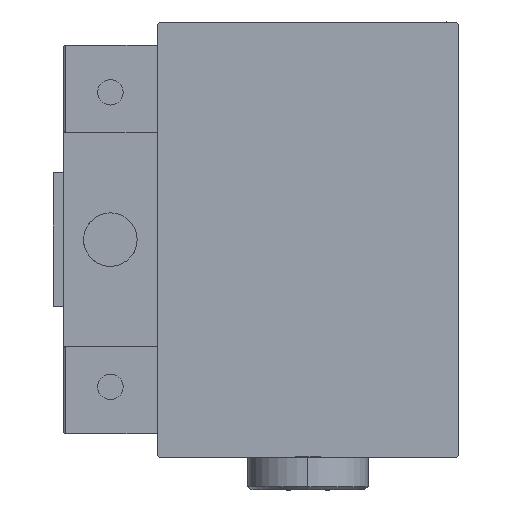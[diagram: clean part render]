
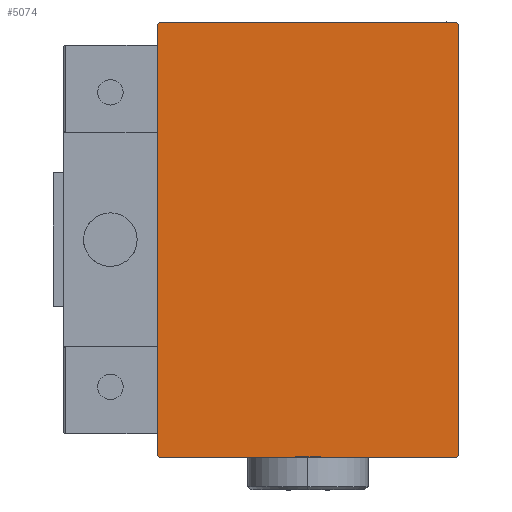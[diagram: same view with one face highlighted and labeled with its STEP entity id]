
A CAD part, left-side view. The second image highlights one B-rep face of the part: STEP entity #5074.
In plain terms, the highlighted face is planar.
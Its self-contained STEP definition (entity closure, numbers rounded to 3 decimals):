
#1566 = LINE ( 'NONE', #13786, #21345 ) ;
#1801 = ORIENTED_EDGE ( 'NONE', *, *, #35040, .T. ) ;
#2427 = DIRECTION ( 'NONE',  ( 0., -0.707, -0.707 ) ) ;
#2465 = VERTEX_POINT ( 'NONE', #14460 ) ;
#2513 = VECTOR ( 'NONE', #7102, 1000. ) ;
#3385 = DIRECTION ( 'NONE',  ( 0., 0., -1. ) ) ;
#5074 = ADVANCED_FACE ( 'NONE', ( #10932 ), #50977, .T. ) ;
#5800 = LINE ( 'NONE', #12838, #11215 ) ;
#5912 = EDGE_CURVE ( 'NONE', #43748, #22087, #6337, .T. ) ;
#6337 = LINE ( 'NONE', #22209, #46684 ) ;
#7102 = DIRECTION ( 'NONE',  ( 0., 0., -1. ) ) ;
#7267 = DIRECTION ( 'NONE',  ( 0., 0.707, -0.707 ) ) ;
#7883 = LINE ( 'NONE', #35183, #2513 ) ;
#8418 = CARTESIAN_POINT ( 'NONE',  ( 100., 22.5, -32.5 ) ) ;
#10932 = FACE_OUTER_BOUND ( 'NONE', #20023, .T. ) ;
#11215 = VECTOR ( 'NONE', #36747, 1000. ) ;
#12342 = LINE ( 'NONE', #8418, #29515 ) ;
#12445 = ORIENTED_EDGE ( 'NONE', *, *, #24284, .T. ) ;
#12658 = ORIENTED_EDGE ( 'NONE', *, *, #46282, .T. ) ;
#12838 = CARTESIAN_POINT ( 'NONE',  ( 100., -22.5, -32.5 ) ) ;
#13786 = CARTESIAN_POINT ( 'NONE',  ( 100., 27.35, 27.35 ) ) ;
#13952 = EDGE_CURVE ( 'NONE', #19726, #43748, #33612, .T. ) ;
#14253 = AXIS2_PLACEMENT_3D ( 'NONE', #50192, #22627, #3385 ) ;
#14460 = CARTESIAN_POINT ( 'NONE',  ( 100., 22.5, 32.2 ) ) ;
#16775 = CARTESIAN_POINT ( 'NONE',  ( 100., -22.2, -32.5 ) ) ;
#16908 = CARTESIAN_POINT ( 'NONE',  ( 100., 22.5, -32.2 ) ) ;
#19307 = EDGE_CURVE ( 'NONE', #2465, #19726, #1566, .T. ) ;
#19726 = VERTEX_POINT ( 'NONE', #29454 ) ;
#19857 = ORIENTED_EDGE ( 'NONE', *, *, #19307, .T. ) ;
#20023 = EDGE_LOOP ( 'NONE', ( #25572, #25553, #1801, #19857, #34662, #45909, #12658, #12445 ) ) ;
#20257 = CARTESIAN_POINT ( 'NONE',  ( 100., -27.35, -27.35 ) ) ;
#20658 = DIRECTION ( 'NONE',  ( 0., 0., 1. ) ) ;
#20897 = DIRECTION ( 'NONE',  ( 0., -1., 0. ) ) ;
#21345 = VECTOR ( 'NONE', #49909, 1000. ) ;
#22087 = VERTEX_POINT ( 'NONE', #43617 ) ;
#22209 = CARTESIAN_POINT ( 'NONE',  ( 100., -27.35, 27.35 ) ) ;
#22368 = VERTEX_POINT ( 'NONE', #16775 ) ;
#22627 = DIRECTION ( 'NONE',  ( 1., 0., 0. ) ) ;
#24284 = EDGE_CURVE ( 'NONE', #28625, #22368, #32217, .T. ) ;
#25314 = VECTOR ( 'NONE', #26293, 1000. ) ;
#25553 = ORIENTED_EDGE ( 'NONE', *, *, #31040, .T. ) ;
#25559 = CARTESIAN_POINT ( 'NONE',  ( 100., 22.5, 32.5 ) ) ;
#25572 = ORIENTED_EDGE ( 'NONE', *, *, #35165, .T. ) ;
#26293 = DIRECTION ( 'NONE',  ( 0., 0.707, 0.707 ) ) ;
#28625 = VERTEX_POINT ( 'NONE', #36769 ) ;
#29454 = CARTESIAN_POINT ( 'NONE',  ( 100., 22.2, 32.5 ) ) ;
#29515 = VECTOR ( 'NONE', #20658, 1000. ) ;
#31040 = EDGE_CURVE ( 'NONE', #49520, #36888, #33588, .T. ) ;
#32217 = LINE ( 'NONE', #20257, #46654 ) ;
#33588 = LINE ( 'NONE', #49447, #25314 ) ;
#33612 = LINE ( 'NONE', #25559, #40181 ) ;
#34662 = ORIENTED_EDGE ( 'NONE', *, *, #13952, .T. ) ;
#35040 = EDGE_CURVE ( 'NONE', #36888, #2465, #12342, .T. ) ;
#35165 = EDGE_CURVE ( 'NONE', #22368, #49520, #5800, .T. ) ;
#35183 = CARTESIAN_POINT ( 'NONE',  ( 100., -22.5, 32.5 ) ) ;
#36299 = CARTESIAN_POINT ( 'NONE',  ( 100., -22.2, 32.5 ) ) ;
#36747 = DIRECTION ( 'NONE',  ( 0., 1., 0. ) ) ;
#36769 = CARTESIAN_POINT ( 'NONE',  ( 100., -22.5, -32.2 ) ) ;
#36888 = VERTEX_POINT ( 'NONE', #16908 ) ;
#40181 = VECTOR ( 'NONE', #20897, 1000. ) ;
#43617 = CARTESIAN_POINT ( 'NONE',  ( 100., -22.5, 32.2 ) ) ;
#43748 = VERTEX_POINT ( 'NONE', #36299 ) ;
#44800 = CARTESIAN_POINT ( 'NONE',  ( 100., 22.2, -32.5 ) ) ;
#45909 = ORIENTED_EDGE ( 'NONE', *, *, #5912, .T. ) ;
#46282 = EDGE_CURVE ( 'NONE', #22087, #28625, #7883, .T. ) ;
#46654 = VECTOR ( 'NONE', #7267, 1000. ) ;
#46684 = VECTOR ( 'NONE', #2427, 1000. ) ;
#49447 = CARTESIAN_POINT ( 'NONE',  ( 100., 27.35, -27.35 ) ) ;
#49520 = VERTEX_POINT ( 'NONE', #44800 ) ;
#49909 = DIRECTION ( 'NONE',  ( 0., -0.707, 0.707 ) ) ;
#50192 = CARTESIAN_POINT ( 'NONE',  ( 100., 0., 0. ) ) ;
#50977 = PLANE ( 'NONE',  #14253 ) ;
